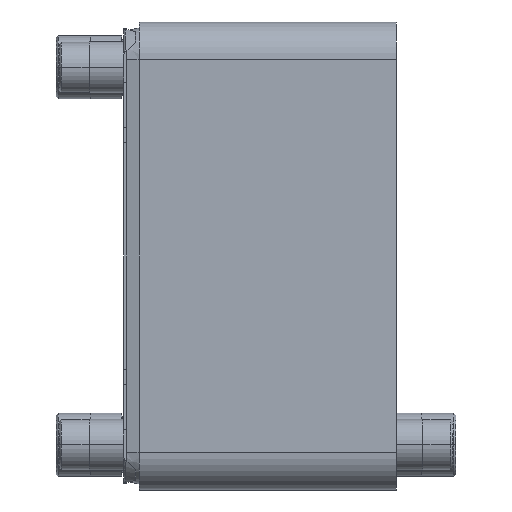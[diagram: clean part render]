
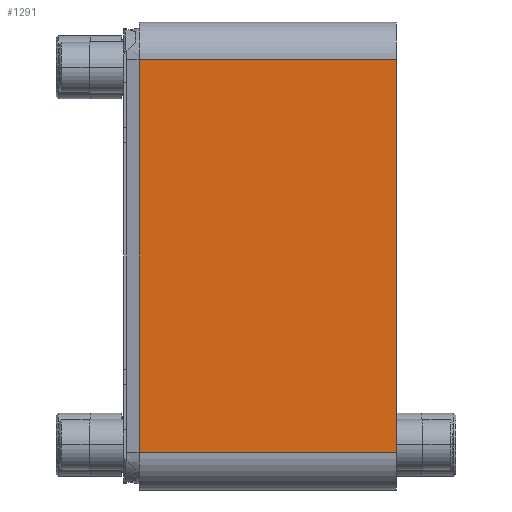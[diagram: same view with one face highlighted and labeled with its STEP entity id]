
A CAD part, left-side view. The second image highlights one B-rep face of the part: STEP entity #1291.
In plain terms, the highlighted planar face has unit normal (-1, 0, 0).
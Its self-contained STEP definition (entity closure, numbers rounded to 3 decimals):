
#150=DIRECTION('',(0.,0.,1.));
#151=VECTOR('',#150,259.8);
#152=CARTESIAN_POINT('',(-55.5,-8.5,-129.9));
#153=LINE('',#152,#151);
#154=DIRECTION('',(0.,-1.,0.));
#155=VECTOR('',#154,170.4);
#156=CARTESIAN_POINT('',(-55.5,-8.5,129.9));
#157=LINE('',#156,#155);
#158=DIRECTION('',(0.,-1.,0.));
#159=VECTOR('',#158,170.4);
#160=CARTESIAN_POINT('',(-55.5,-8.5,-129.9));
#161=LINE('',#160,#159);
#232=DIRECTION('',(0.,0.,1.));
#233=VECTOR('',#232,259.8);
#234=CARTESIAN_POINT('',(-55.5,-178.9,-129.9));
#235=LINE('',#234,#233);
#858=CARTESIAN_POINT('',(-55.5,-178.9,-129.9));
#860=VERTEX_POINT('',#858);
#863=CARTESIAN_POINT('',(-55.5,-178.9,129.9));
#865=VERTEX_POINT('',#863);
#968=CARTESIAN_POINT('',(-55.5,-8.5,-129.9));
#969=CARTESIAN_POINT('',(-55.5,-8.5,129.9));
#970=VERTEX_POINT('',#968);
#971=VERTEX_POINT('',#969);
#1277=CARTESIAN_POINT('',(-55.5,0.,-155.));
#1278=DIRECTION('',(-1.,0.,0.));
#1279=DIRECTION('',(0.,0.,1.));
#1280=AXIS2_PLACEMENT_3D('',#1277,#1278,#1279);
#1281=PLANE('',#1280);
#1282=ORIENTED_EDGE('',*,*,#1247,.T.);
#1284=ORIENTED_EDGE('',*,*,#1283,.T.);
#1286=ORIENTED_EDGE('',*,*,#1285,.F.);
#1288=ORIENTED_EDGE('',*,*,#1287,.F.);
#1289=EDGE_LOOP('',(#1282,#1284,#1286,#1288));
#1290=FACE_OUTER_BOUND('',#1289,.F.);
#1291=ADVANCED_FACE('',(#1290),#1281,.T.);
#1247=EDGE_CURVE('',#970,#971,#153,.T.);
#1283=EDGE_CURVE('',#971,#865,#157,.T.);
#1285=EDGE_CURVE('',#860,#865,#235,.T.);
#1287=EDGE_CURVE('',#970,#860,#161,.T.);
